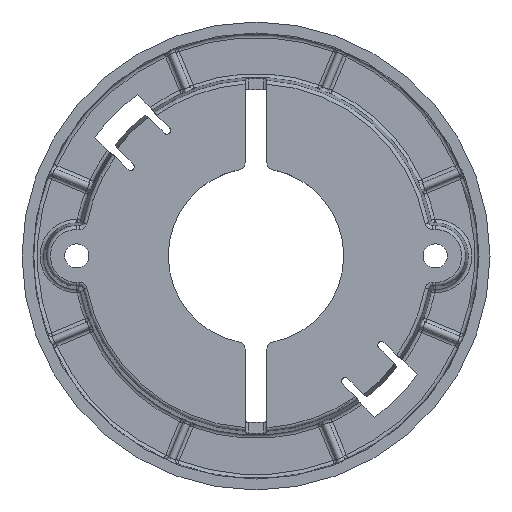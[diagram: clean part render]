
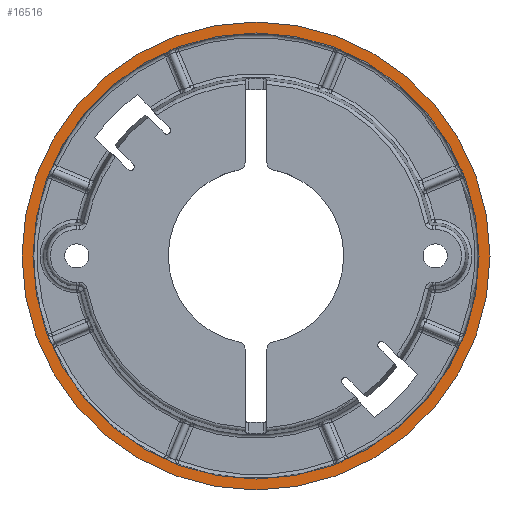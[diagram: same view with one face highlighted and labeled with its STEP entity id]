
A CAD part, top view. The second image highlights one B-rep face of the part: STEP entity #16516.
In plain terms, the highlighted planar face has unit normal (0, 0, 1).
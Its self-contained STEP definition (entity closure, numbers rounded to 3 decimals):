
#5228=CARTESIAN_POINT('',(0.,0.,-6.2));
#5229=DIRECTION('',(0.,0.,-1.));
#5230=DIRECTION('',(-1.,0.,0.));
#5231=AXIS2_PLACEMENT_3D('',#5228,#5229,#5230);
#5236=CARTESIAN_POINT('',(0.,0.,-6.2));
#5237=DIRECTION('',(0.,0.,1.));
#5238=DIRECTION('',(-1.,0.,0.));
#5239=AXIS2_PLACEMENT_3D('',#5236,#5237,#5238);
#5362=CARTESIAN_POINT('',(0.,0.,-6.2));
#5363=DIRECTION('',(0.,0.,1.));
#5364=DIRECTION('',(-1.,0.,0.));
#5365=AXIS2_PLACEMENT_3D('',#5362,#5363,#5364);
#6692=CARTESIAN_POINT('',(0.,0.,-6.2));
#6693=DIRECTION('',(0.,0.,-1.));
#6694=DIRECTION('',(-1.,0.,0.));
#6695=AXIS2_PLACEMENT_3D('',#6692,#6693,#6694);
#12000=CARTESIAN_POINT('',(-32.,0.,-6.2));
#12001=CARTESIAN_POINT('',(32.,0.,-6.2));
#12002=VERTEX_POINT('',#12000);
#12003=VERTEX_POINT('',#12001);
#12012=CARTESIAN_POINT('',(-30.498,0.,-6.2));
#12013=CARTESIAN_POINT('',(30.498,0.,-6.2));
#12014=VERTEX_POINT('',#12012);
#12015=VERTEX_POINT('',#12013);
#16501=CARTESIAN_POINT('',(0.,0.,-6.2));
#16502=DIRECTION('',(0.,0.,1.));
#16503=DIRECTION('',(-1.,0.,0.));
#16504=AXIS2_PLACEMENT_3D('',#16501,#16502,#16503);
#16505=PLANE('',#16504);
#16506=ORIENTED_EDGE('',*,*,#16483,.T.);
#16507=ORIENTED_EDGE('',*,*,#16468,.F.);
#16508=EDGE_LOOP('',(#16506,#16507));
#16509=FACE_OUTER_BOUND('',#16508,.F.);
#16511=ORIENTED_EDGE('',*,*,#16510,.T.);
#16513=ORIENTED_EDGE('',*,*,#16512,.F.);
#16514=EDGE_LOOP('',(#16511,#16513));
#16515=FACE_BOUND('',#16514,.F.);
#16516=ADVANCED_FACE('',(#16509,#16515),#16505,.T.);
#5232=CIRCLE('',#5231,32.);
#5240=CIRCLE('',#5239,32.);
#5366=CIRCLE('',#5365,30.498);
#6696=CIRCLE('',#6695,30.498);
#16468=EDGE_CURVE('',#12002,#12003,#5240,.T.);
#16483=EDGE_CURVE('',#12002,#12003,#5232,.T.);
#16510=EDGE_CURVE('',#12014,#12015,#5366,.T.);
#16512=EDGE_CURVE('',#12014,#12015,#6696,.T.);
